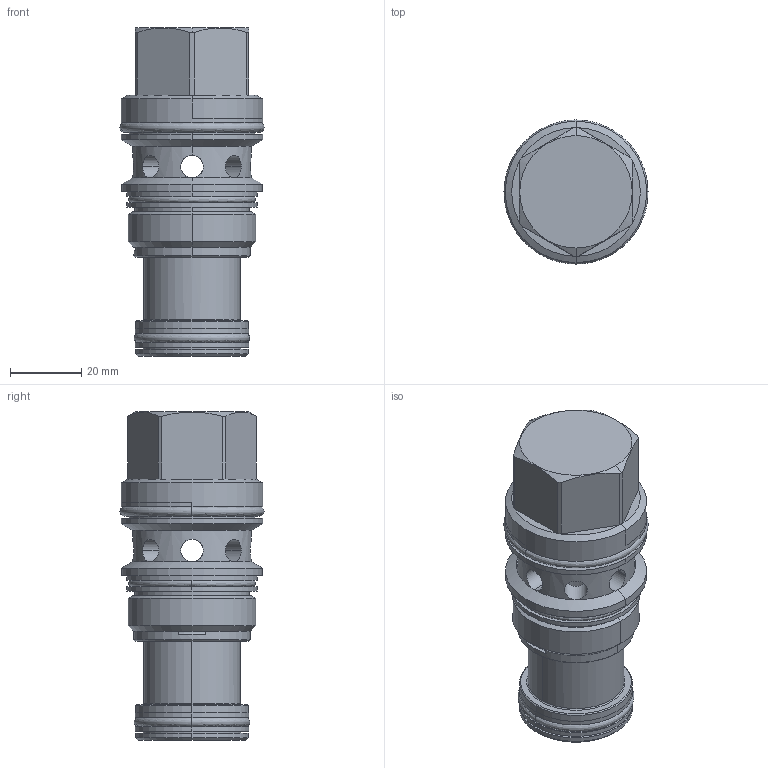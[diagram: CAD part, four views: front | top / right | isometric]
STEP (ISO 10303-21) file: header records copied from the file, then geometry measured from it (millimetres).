
FILE_DESCRIPTION((''),'2;1');
FILE_NAME('XHBA-XXN_PRT','2007-04-09T',('Administrator'),(''),'PRO/ENGINEER BY PARAMETRIC TECHNOLOGY CORPORATION, 2006240','PRO/ENGINEER BY PARAMETRIC TECHNOLOGY CORPORATION, 2006240','');
FILE_SCHEMA(('CONFIG_CONTROL_DESIGN'));
Length unit declared in the file: inch
Products named in the file (1): XHBA-XXN_PRT
Bounding box: 40.36 x 40.36 x 92.08 mm (x, y, z)
Surface area: 25173.9 mm2 (no closed solid volume)
Topology: 0 solids, 5 shells, 204 faces, 504 edges, 306 vertices
Faces by surface type: cylinder 86, plane 44, cone 42, torus 20, revolution 12
Entity records: 7475 total; most frequent: CARTESIAN_POINT 2643, DIRECTION 1016, ORIENTED_EDGE 996, EDGE_CURVE 498, AXIS2_PLACEMENT_3D 430, VERTEX_POINT 306, CIRCLE 238, EDGE_LOOP 232
